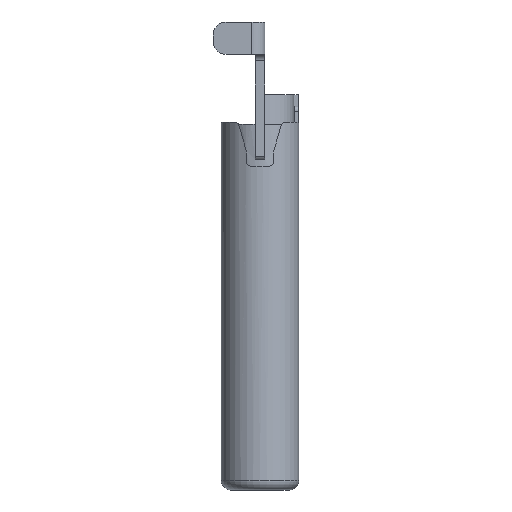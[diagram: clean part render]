
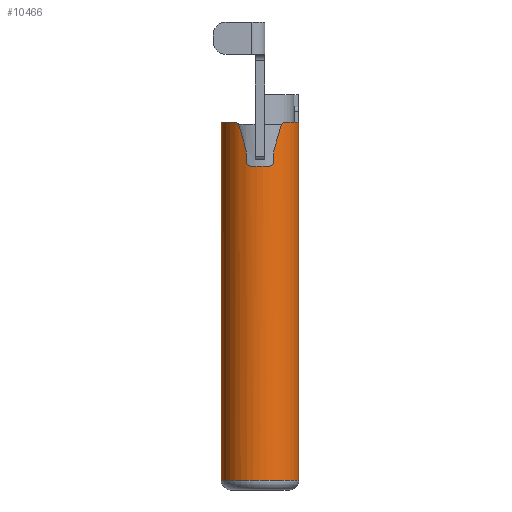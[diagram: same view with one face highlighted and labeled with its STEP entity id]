
A CAD part, left-side view. The second image highlights one B-rep face of the part: STEP entity #10466.
In plain terms, the highlighted cylindrical face has radius 1.2 mm (diameter 2.4 mm), a partial arc.
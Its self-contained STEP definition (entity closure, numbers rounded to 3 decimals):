
#1687=CARTESIAN_POINT('',(-4.043,0.467,
1.461));
#1688=CARTESIAN_POINT('',(-4.032,0.493,
1.549));
#1689=CARTESIAN_POINT('',(-4.011,0.543,
1.721));
#1690=CARTESIAN_POINT('',(-3.974,0.615,
1.965));
#1691=CARTESIAN_POINT('',(-3.946,0.661,
2.121));
#1692=CARTESIAN_POINT('',(-3.931,0.683,
2.197));
#1698=DIRECTION('',(0.,0.,1.));
#1699=VECTOR('',#1698,0.287);
#1700=CARTESIAN_POINT('',(-4.047,0.455,
1.09));
#1701=LINE('',#1700,#1699);
#1730=CARTESIAN_POINT('',(-3.931,-0.623,
2.197));
#1731=CARTESIAN_POINT('',(-3.946,-0.601,
2.121));
#1732=CARTESIAN_POINT('',(-3.974,-0.555,
1.965));
#1733=CARTESIAN_POINT('',(-4.011,-0.483,
1.721));
#1734=CARTESIAN_POINT('',(-4.032,-0.433,
1.549));
#1735=CARTESIAN_POINT('',(-4.043,-0.407,
1.461));
#1741=CARTESIAN_POINT('',(-3.931,0.683,
2.197));
#1742=CARTESIAN_POINT('',(-3.93,0.686,
2.206));
#1743=CARTESIAN_POINT('',(-3.924,0.694,
2.225));
#1744=CARTESIAN_POINT('',(-3.912,0.713,
2.251));
#1745=CARTESIAN_POINT('',(-3.893,0.739,
2.272));
#1746=CARTESIAN_POINT('',(-3.869,0.771,
2.286));
#1747=CARTESIAN_POINT('',(-3.849,0.795,2.29));
#1748=CARTESIAN_POINT('',(-3.838,0.808,2.29));
#1750=CARTESIAN_POINT('',(-4.043,0.467,
1.461));
#1751=CARTESIAN_POINT('',(-4.044,0.464,
1.452));
#1752=CARTESIAN_POINT('',(-4.045,0.46,
1.434));
#1753=CARTESIAN_POINT('',(-4.047,0.456,
1.405));
#1754=CARTESIAN_POINT('',(-4.047,0.455,
1.386));
#1755=CARTESIAN_POINT('',(-4.047,0.455,
1.377));
#1757=CARTESIAN_POINT('',(-4.047,0.455,
1.09));
#1758=CARTESIAN_POINT('',(-4.047,0.455,
1.079));
#1759=CARTESIAN_POINT('',(-4.048,0.453,
1.058));
#1760=CARTESIAN_POINT('',(-4.052,0.442,
1.026));
#1761=CARTESIAN_POINT('',(-4.058,0.425,
0.998));
#1762=CARTESIAN_POINT('',(-4.066,0.401,
0.973));
#1763=CARTESIAN_POINT('',(-4.075,0.372,
0.954));
#1764=CARTESIAN_POINT('',(-4.085,0.339,
0.943));
#1765=CARTESIAN_POINT('',(-4.09,0.317,0.94));
#1766=CARTESIAN_POINT('',(-4.093,0.305,0.94));
#1768=CARTESIAN_POINT('',(-2.925,0.03,0.94));
#1769=DIRECTION('',(0.,0.,1.));
#1770=DIRECTION('',(-0.973,0.229,0.));
#1771=AXIS2_PLACEMENT_3D('',#1768,#1769,#1770);
#1773=CARTESIAN_POINT('',(-4.093,-0.245,0.94));
#1774=CARTESIAN_POINT('',(-4.09,-0.257,0.94));
#1775=CARTESIAN_POINT('',(-4.085,-0.279,
0.943));
#1776=CARTESIAN_POINT('',(-4.075,-0.312,
0.954));
#1777=CARTESIAN_POINT('',(-4.066,-0.341,
0.973));
#1778=CARTESIAN_POINT('',(-4.058,-0.365,
0.998));
#1779=CARTESIAN_POINT('',(-4.052,-0.382,
1.026));
#1780=CARTESIAN_POINT('',(-4.048,-0.393,
1.058));
#1781=CARTESIAN_POINT('',(-4.047,-0.395,
1.079));
#1782=CARTESIAN_POINT('',(-4.047,-0.395,
1.09));
#1784=DIRECTION('',(0.,0.,1.));
#1785=VECTOR('',#1784,0.287);
#1786=CARTESIAN_POINT('',(-4.047,-0.395,
1.09));
#1787=LINE('',#1786,#1785);
#1788=CARTESIAN_POINT('',(-4.047,-0.395,
1.377));
#1789=CARTESIAN_POINT('',(-4.047,-0.395,
1.386));
#1790=CARTESIAN_POINT('',(-4.047,-0.396,
1.405));
#1791=CARTESIAN_POINT('',(-4.045,-0.4,
1.434));
#1792=CARTESIAN_POINT('',(-4.044,-0.405,
1.452));
#1793=CARTESIAN_POINT('',(-4.043,-0.407,
1.461));
#1795=CARTESIAN_POINT('',(-3.838,-0.748,2.29));
#1796=CARTESIAN_POINT('',(-3.849,-0.735,2.29));
#1797=CARTESIAN_POINT('',(-3.869,-0.711,
2.286));
#1798=CARTESIAN_POINT('',(-3.893,-0.679,
2.272));
#1799=CARTESIAN_POINT('',(-3.912,-0.653,
2.251));
#1800=CARTESIAN_POINT('',(-3.924,-0.634,
2.225));
#1801=CARTESIAN_POINT('',(-3.93,-0.626,
2.206));
#1802=CARTESIAN_POINT('',(-3.931,-0.623,
2.197));
#1804=CARTESIAN_POINT('',(-2.925,0.03,2.29));
#1805=DIRECTION('',(0.,0.,1.));
#1806=DIRECTION('',(-0.761,-0.648,0.));
#1807=AXIS2_PLACEMENT_3D('',#1804,#1805,#1806);
#1809=DIRECTION('',(0.,0.,-1.));
#1810=VECTOR('',#1809,11.05);
#1811=CARTESIAN_POINT('',(-2.925,-1.17,2.29));
#1812=LINE('',#1811,#1810);
#1813=CARTESIAN_POINT('',(-2.925,0.03,-8.76));
#1814=DIRECTION('',(0.,0.,-1.));
#1815=DIRECTION('',(0.,-1.,0.));
#1816=AXIS2_PLACEMENT_3D('',#1813,#1814,#1815);
#1818=DIRECTION('',(0.,0.,1.));
#1819=VECTOR('',#1818,11.05);
#1820=CARTESIAN_POINT('',(-2.925,1.23,-8.76));
#1821=LINE('',#1820,#1819);
#1822=CARTESIAN_POINT('',(-2.925,0.03,2.29));
#1823=DIRECTION('',(0.,0.,1.));
#1824=DIRECTION('',(0.,1.,0.));
#1825=AXIS2_PLACEMENT_3D('',#1822,#1823,#1824);
#6596=CARTESIAN_POINT('',(-2.925,1.23,-8.76));
#6598=VERTEX_POINT('',#6596);
#6679=CARTESIAN_POINT('',(-2.925,-1.17,-8.76));
#6680=VERTEX_POINT('',#6679);
#6735=VERTEX_POINT('',#1750);
#6736=VERTEX_POINT('',#1755);
#6737=CARTESIAN_POINT('',(-4.047,0.455,
1.09));
#6738=VERTEX_POINT('',#6737);
#6739=VERTEX_POINT('',#1766);
#6740=VERTEX_POINT('',#1773);
#6741=VERTEX_POINT('',#1782);
#6742=CARTESIAN_POINT('',(-4.047,-0.395,
1.377));
#6743=VERTEX_POINT('',#6742);
#6744=VERTEX_POINT('',#1793);
#6848=CARTESIAN_POINT('',(-2.925,1.23,2.29));
#6849=VERTEX_POINT('',#6848);
#6854=CARTESIAN_POINT('',(-2.925,-1.17,2.29));
#6855=VERTEX_POINT('',#6854);
#6889=VERTEX_POINT('',#1741);
#6890=VERTEX_POINT('',#1748);
#6893=CARTESIAN_POINT('',(-3.838,-0.748,2.29));
#6895=VERTEX_POINT('',#6893);
#6897=VERTEX_POINT('',#1802);
#10438=CARTESIAN_POINT('',(-2.925,0.03,-24.051));
#10439=DIRECTION('',(0.,0.,1.));
#10440=DIRECTION('',(-1.,0.,0.));
#10441=AXIS2_PLACEMENT_3D('',#10438,#10439,#10440);
#10442=CYLINDRICAL_SURFACE('',#10441,1.2);
#10443=ORIENTED_EDGE('',*,*,#10305,.F.);
#10444=ORIENTED_EDGE('',*,*,#10321,.F.);
#10445=ORIENTED_EDGE('',*,*,#10335,.T.);
#10446=ORIENTED_EDGE('',*,*,#10349,.F.);
#10447=ORIENTED_EDGE('',*,*,#10363,.T.);
#10448=ORIENTED_EDGE('',*,*,#10377,.T.);
#10449=ORIENTED_EDGE('',*,*,#10391,.T.);
#10450=ORIENTED_EDGE('',*,*,#10405,.T.);
#10451=ORIENTED_EDGE('',*,*,#10419,.T.);
#10452=ORIENTED_EDGE('',*,*,#10432,.F.);
#10453=ORIENTED_EDGE('',*,*,#10261,.F.);
#10455=ORIENTED_EDGE('',*,*,#10454,.T.);
#10457=ORIENTED_EDGE('',*,*,#10456,.T.);
#10459=ORIENTED_EDGE('',*,*,#10458,.T.);
#10461=ORIENTED_EDGE('',*,*,#10460,.T.);
#10463=ORIENTED_EDGE('',*,*,#10462,.T.);
#10464=EDGE_LOOP('',(#10443,#10444,#10445,#10446,#10447,#10448,#10449,#10450,
#10451,#10452,#10453,#10455,#10457,#10459,#10461,#10463));
#10465=FACE_OUTER_BOUND('',#10464,.F.);
#10466=ADVANCED_FACE('',(#10465),#10442,.T.);
#1693=B_SPLINE_CURVE_WITH_KNOTS('',3,(#1687,#1688,#1689,#1690,#1691,#1692),
.UNSPECIFIED.,.F.,.F.,(4,1,1,4),(0.,0.333,0.667,1.),
.UNSPECIFIED.);
#1736=B_SPLINE_CURVE_WITH_KNOTS('',3,(#1730,#1731,#1732,#1733,#1734,#1735),
.UNSPECIFIED.,.F.,.F.,(4,1,1,4),(0.,0.333,0.667,1.),
.UNSPECIFIED.);
#1749=B_SPLINE_CURVE_WITH_KNOTS('',3,(#1741,#1742,#1743,#1744,#1745,#1746,#1747,
#1748),.UNSPECIFIED.,.F.,.F.,(4,1,1,1,1,4),(0.,0.2,0.4,0.6,0.8,1.),
.UNSPECIFIED.);
#1756=B_SPLINE_CURVE_WITH_KNOTS('',3,(#1750,#1751,#1752,#1753,#1754,#1755),
.UNSPECIFIED.,.F.,.F.,(4,1,1,4),(0.,0.333,0.667,1.),
.UNSPECIFIED.);
#1767=B_SPLINE_CURVE_WITH_KNOTS('',3,(#1757,#1758,#1759,#1760,#1761,#1762,#1763,
#1764,#1765,#1766),.UNSPECIFIED.,.F.,.F.,(4,1,1,1,1,1,1,4),(0.,
0.143,0.286,0.429,0.571,
0.714,0.857,1.),.UNSPECIFIED.);
#1772=CIRCLE('',#1771,1.2);
#1783=B_SPLINE_CURVE_WITH_KNOTS('',3,(#1773,#1774,#1775,#1776,#1777,#1778,#1779,
#1780,#1781,#1782),.UNSPECIFIED.,.F.,.F.,(4,1,1,1,1,1,1,4),(0.,
0.143,0.286,0.429,0.571,
0.714,0.857,1.),.UNSPECIFIED.);
#1794=B_SPLINE_CURVE_WITH_KNOTS('',3,(#1788,#1789,#1790,#1791,#1792,#1793),
.UNSPECIFIED.,.F.,.F.,(4,1,1,4),(0.,0.333,0.667,1.),
.UNSPECIFIED.);
#1803=B_SPLINE_CURVE_WITH_KNOTS('',3,(#1795,#1796,#1797,#1798,#1799,#1800,#1801,
#1802),.UNSPECIFIED.,.F.,.F.,(4,1,1,1,1,4),(0.,0.2,0.4,0.6,0.8,1.),
.UNSPECIFIED.);
#1808=CIRCLE('',#1807,1.2);
#1817=CIRCLE('',#1816,1.2);
#1826=CIRCLE('',#1825,1.2);
#10261=EDGE_CURVE('',#6895,#6897,#1803,.T.);
#10305=EDGE_CURVE('',#6889,#6890,#1749,.T.);
#10321=EDGE_CURVE('',#6735,#6889,#1693,.T.);
#10335=EDGE_CURVE('',#6735,#6736,#1756,.T.);
#10349=EDGE_CURVE('',#6738,#6736,#1701,.T.);
#10363=EDGE_CURVE('',#6738,#6739,#1767,.T.);
#10377=EDGE_CURVE('',#6739,#6740,#1772,.T.);
#10391=EDGE_CURVE('',#6740,#6741,#1783,.T.);
#10405=EDGE_CURVE('',#6741,#6743,#1787,.T.);
#10419=EDGE_CURVE('',#6743,#6744,#1794,.T.);
#10432=EDGE_CURVE('',#6897,#6744,#1736,.T.);
#10454=EDGE_CURVE('',#6895,#6855,#1808,.T.);
#10456=EDGE_CURVE('',#6855,#6680,#1812,.T.);
#10458=EDGE_CURVE('',#6680,#6598,#1817,.T.);
#10460=EDGE_CURVE('',#6598,#6849,#1821,.T.);
#10462=EDGE_CURVE('',#6849,#6890,#1826,.T.);
